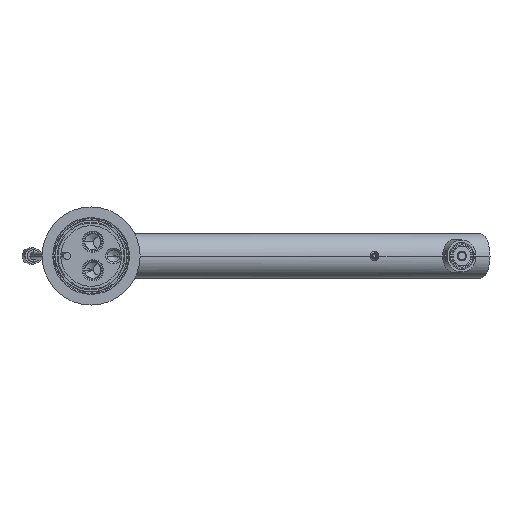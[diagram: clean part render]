
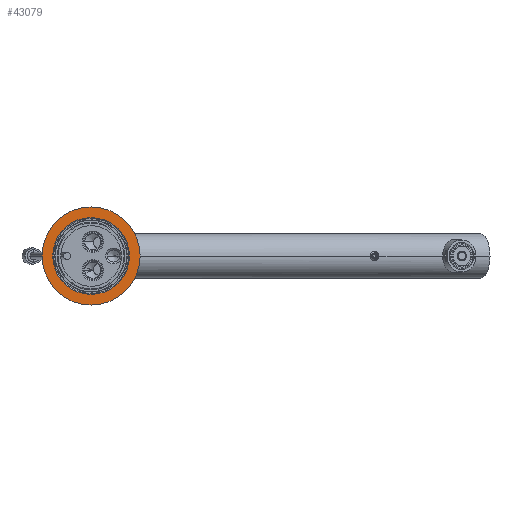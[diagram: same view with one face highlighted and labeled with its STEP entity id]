
A CAD part, front view. The second image highlights one B-rep face of the part: STEP entity #43079.
In plain terms, the highlighted planar face has unit normal (0, -1, 0).
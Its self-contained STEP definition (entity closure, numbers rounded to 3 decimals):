
#14346=CARTESIAN_POINT('',(0.,-103.5,0.));
#14347=DIRECTION('',(0.,-1.,0.));
#14348=DIRECTION('',(-1.,0.,0.));
#14349=AXIS2_PLACEMENT_3D('',#14346,#14347,#14348);
#14351=CARTESIAN_POINT('',(0.,-103.5,0.));
#14352=DIRECTION('',(0.,1.,0.));
#14353=DIRECTION('',(-1.,0.,0.));
#14354=AXIS2_PLACEMENT_3D('',#14351,#14352,#14353);
#14365=CARTESIAN_POINT('',(0.,-103.5,0.));
#14366=DIRECTION('',(0.,1.,0.));
#14367=DIRECTION('',(-1.,0.,0.));
#14368=AXIS2_PLACEMENT_3D('',#14365,#14366,#14367);
#14409=CARTESIAN_POINT('',(0.,-103.5,0.));
#14410=DIRECTION('',(0.,-1.,0.));
#14411=DIRECTION('',(-1.,0.,0.));
#14412=AXIS2_PLACEMENT_3D('',#14409,#14410,#14411);
#20047=CARTESIAN_POINT('',(-27.5,-103.5,0.));
#20049=VERTEX_POINT('',#20047);
#20059=CARTESIAN_POINT('',(27.5,-103.5,0.));
#20061=VERTEX_POINT('',#20059);
#20066=CARTESIAN_POINT('',(-21.5,-103.5,0.));
#20067=CARTESIAN_POINT('',(21.5,-103.5,0.));
#20068=VERTEX_POINT('',#20066);
#20069=VERTEX_POINT('',#20067);
#43064=CARTESIAN_POINT('',(0.,-103.5,0.));
#43065=DIRECTION('',(0.,-1.,0.));
#43066=DIRECTION('',(-1.,0.,0.));
#43067=AXIS2_PLACEMENT_3D('',#43064,#43065,#43066);
#43068=PLANE('',#43067);
#43069=ORIENTED_EDGE('',*,*,#43050,.F.);
#43070=ORIENTED_EDGE('',*,*,#43032,.T.);
#43071=EDGE_LOOP('',(#43069,#43070));
#43072=FACE_OUTER_BOUND('',#43071,.F.);
#43074=ORIENTED_EDGE('',*,*,#43073,.F.);
#43076=ORIENTED_EDGE('',*,*,#43075,.T.);
#43077=EDGE_LOOP('',(#43074,#43076));
#43078=FACE_BOUND('',#43077,.F.);
#43079=ADVANCED_FACE('',(#43072,#43078),#43068,.T.);
#14350=CIRCLE('',#14349,27.5);
#14355=CIRCLE('',#14354,27.5);
#14369=CIRCLE('',#14368,21.5);
#14413=CIRCLE('',#14412,21.5);
#43032=EDGE_CURVE('',#20049,#20061,#14355,.T.);
#43050=EDGE_CURVE('',#20049,#20061,#14350,.T.);
#43073=EDGE_CURVE('',#20068,#20069,#14369,.T.);
#43075=EDGE_CURVE('',#20068,#20069,#14413,.T.);
